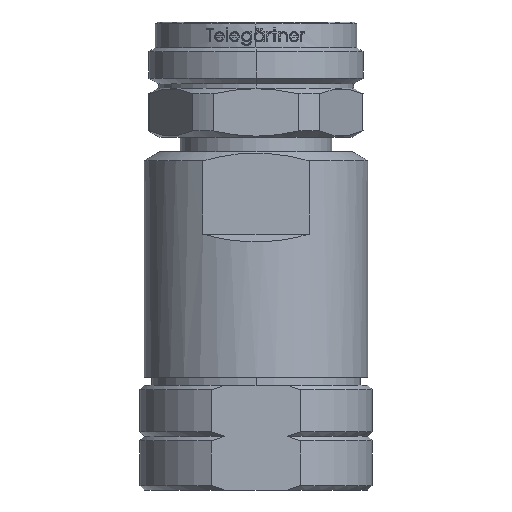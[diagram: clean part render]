
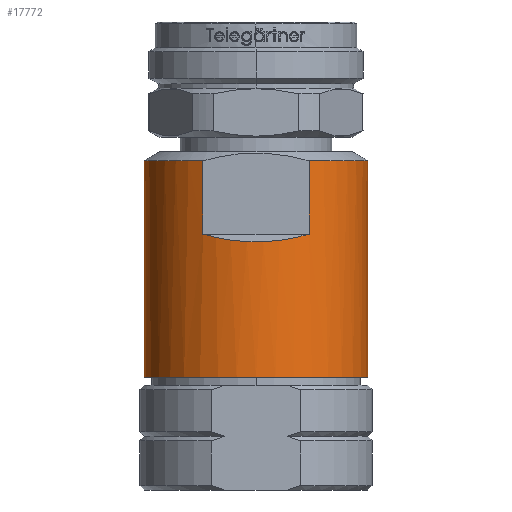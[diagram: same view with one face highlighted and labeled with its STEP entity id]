
A CAD part, front view. The second image highlights one B-rep face of the part: STEP entity #17772.
In plain terms, the highlighted cylindrical face has radius 12.5 mm (diameter 25 mm), a partial arc.
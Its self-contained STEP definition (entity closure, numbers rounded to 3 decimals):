
#89 = VERTEX_POINT ( 'NONE', #2565 ) ;
#240 = CYLINDRICAL_SURFACE ( 'NONE', #8218, 12.5 ) ;
#254 = DIRECTION ( 'NONE',  ( 1., 0., 0. ) ) ;
#350 = EDGE_CURVE ( 'NONE', #18068, #8298, #13294, .T. ) ;
#509 = ORIENTED_EDGE ( 'NONE', *, *, #15083, .F. ) ;
#1578 = FACE_OUTER_BOUND ( 'NONE', #4091, .T. ) ;
#1667 = VECTOR ( 'NONE', #5813, 1000. ) ;
#1842 = VERTEX_POINT ( 'NONE', #16802 ) ;
#1875 = LINE ( 'NONE', #6406, #9411 ) ;
#2182 = CARTESIAN_POINT ( 'NONE',  ( 2.151, -13.043, -24.88 ) ) ;
#2565 = CARTESIAN_POINT ( 'NONE',  ( -5.937, -11., -23.7 ) ) ;
#3083 = EDGE_CURVE ( 'NONE', #89, #1842, #16291, .T. ) ;
#3120 = CARTESIAN_POINT ( 'NONE',  ( -12.5, 0., 1.82 ) ) ;
#3135 = CARTESIAN_POINT ( 'NONE',  ( 5.937, -11., 1.82 ) ) ;
#3181 = CARTESIAN_POINT ( 'NONE',  ( 5.937, -11., -23.7 ) ) ;
#3566 = ORIENTED_EDGE ( 'NONE', *, *, #6409, .T. ) ;
#3579 = DIRECTION ( 'NONE',  ( 1., 0., 0. ) ) ;
#3602 = CARTESIAN_POINT ( 'NONE',  ( -2.151, -13.043, -24.88 ) ) ;
#4091 = EDGE_LOOP ( 'NONE', ( #5240, #16437, #12708, #509, #3566, #7546, #10025, #4868 ) ) ;
#4721 =( BOUNDED_CURVE ( )  B_SPLINE_CURVE ( 3, ( #12083, #2182, #3602, #13492 ),
 .UNSPECIFIED., .F., .F. ) 
 B_SPLINE_CURVE_WITH_KNOTS ( ( 4, 4 ),
 ( 2.647, 3.637 ),
 .UNSPECIFIED. ) 
 CURVE ( )  GEOMETRIC_REPRESENTATION_ITEM ( )  RATIONAL_B_SPLINE_CURVE ( ( 1., 0.92, 0.92, 1. ) ) 
 REPRESENTATION_ITEM ( '' )  );
#4868 = ORIENTED_EDGE ( 'NONE', *, *, #12480, .F. ) ;
#5112 = VERTEX_POINT ( 'NONE', #9709 ) ;
#5240 = ORIENTED_EDGE ( 'NONE', *, *, #8765, .F. ) ;
#5519 = AXIS2_PLACEMENT_3D ( 'NONE', #13795, #7817, #3579 ) ;
#5795 = DIRECTION ( 'NONE',  ( 0., 0., 1. ) ) ;
#5813 = DIRECTION ( 'NONE',  ( 0., 0., 1. ) ) ;
#6055 = VERTEX_POINT ( 'NONE', #16053 ) ;
#6129 = LINE ( 'NONE', #3120, #13195 ) ;
#6406 = CARTESIAN_POINT ( 'NONE',  ( 12.5, 0., 1.82 ) ) ;
#6409 = EDGE_CURVE ( 'NONE', #6055, #15397, #9263, .T. ) ;
#7546 = ORIENTED_EDGE ( 'NONE', *, *, #8077, .T. ) ;
#7817 = DIRECTION ( 'NONE',  ( 0., 0., 1. ) ) ;
#8077 = EDGE_CURVE ( 'NONE', #15397, #89, #4721, .T. ) ;
#8079 = CARTESIAN_POINT ( 'NONE',  ( 12.5, 0., -15.51 ) ) ;
#8218 = AXIS2_PLACEMENT_3D ( 'NONE', #15702, #5795, #12890 ) ;
#8284 = DIRECTION ( 'NONE',  ( 0., 0., 1. ) ) ;
#8298 = VERTEX_POINT ( 'NONE', #14419 ) ;
#8743 = DIRECTION ( 'NONE',  ( 0., 0., 1. ) ) ;
#8765 = EDGE_CURVE ( 'NONE', #18068, #5112, #6129, .T. ) ;
#8836 = DIRECTION ( 'NONE',  ( 0., 0., 1. ) ) ;
#9252 = DIRECTION ( 'NONE',  ( 0., 0., 1. ) ) ;
#9263 = LINE ( 'NONE', #3135, #16823 ) ;
#9346 = EDGE_CURVE ( 'NONE', #8298, #14023, #1875, .T. ) ;
#9411 = VECTOR ( 'NONE', #9252, 1000. ) ;
#9709 = CARTESIAN_POINT ( 'NONE',  ( -12.5, 0., -15.51 ) ) ;
#10025 = ORIENTED_EDGE ( 'NONE', *, *, #3083, .T. ) ;
#11661 = CIRCLE ( 'NONE', #13456, 12.5 ) ;
#12083 = CARTESIAN_POINT ( 'NONE',  ( 5.937, -11., -23.7 ) ) ;
#12434 = AXIS2_PLACEMENT_3D ( 'NONE', #16785, #8284, #18214 ) ;
#12480 = EDGE_CURVE ( 'NONE', #5112, #1842, #11661, .T. ) ;
#12706 = CARTESIAN_POINT ( 'NONE',  ( -12.5, 0., -39.7 ) ) ;
#12708 = ORIENTED_EDGE ( 'NONE', *, *, #9346, .T. ) ;
#12890 = DIRECTION ( 'NONE',  ( 1., 0., 0. ) ) ;
#12907 = CARTESIAN_POINT ( 'NONE',  ( -5.937, -11., 1.82 ) ) ;
#13034 = DIRECTION ( 'NONE',  ( 0., 0., -1. ) ) ;
#13195 = VECTOR ( 'NONE', #8836, 1000. ) ;
#13294 = CIRCLE ( 'NONE', #5519, 12.5 ) ;
#13456 = AXIS2_PLACEMENT_3D ( 'NONE', #17247, #8743, #254 ) ;
#13492 = CARTESIAN_POINT ( 'NONE',  ( -5.937, -11., -23.7 ) ) ;
#13795 = CARTESIAN_POINT ( 'NONE',  ( 0., 0., -39.7 ) ) ;
#14023 = VERTEX_POINT ( 'NONE', #8079 ) ;
#14419 = CARTESIAN_POINT ( 'NONE',  ( 12.5, 0., -39.7 ) ) ;
#15083 = EDGE_CURVE ( 'NONE', #6055, #14023, #17744, .T. ) ;
#15397 = VERTEX_POINT ( 'NONE', #3181 ) ;
#15702 = CARTESIAN_POINT ( 'NONE',  ( 0., 0., 1.82 ) ) ;
#16053 = CARTESIAN_POINT ( 'NONE',  ( 5.937, -11., -15.51 ) ) ;
#16291 = LINE ( 'NONE', #12907, #1667 ) ;
#16437 = ORIENTED_EDGE ( 'NONE', *, *, #350, .T. ) ;
#16785 = CARTESIAN_POINT ( 'NONE',  ( 0., 0., -15.51 ) ) ;
#16802 = CARTESIAN_POINT ( 'NONE',  ( -5.937, -11., -15.51 ) ) ;
#16823 = VECTOR ( 'NONE', #13034, 1000. ) ;
#17247 = CARTESIAN_POINT ( 'NONE',  ( 0., 0., -15.51 ) ) ;
#17744 = CIRCLE ( 'NONE', #12434, 12.5 ) ;
#17772 = ADVANCED_FACE ( 'NONE', ( #1578 ), #240, .T. ) ;
#18068 = VERTEX_POINT ( 'NONE', #12706 ) ;
#18214 = DIRECTION ( 'NONE',  ( 1., 0., 0. ) ) ;
